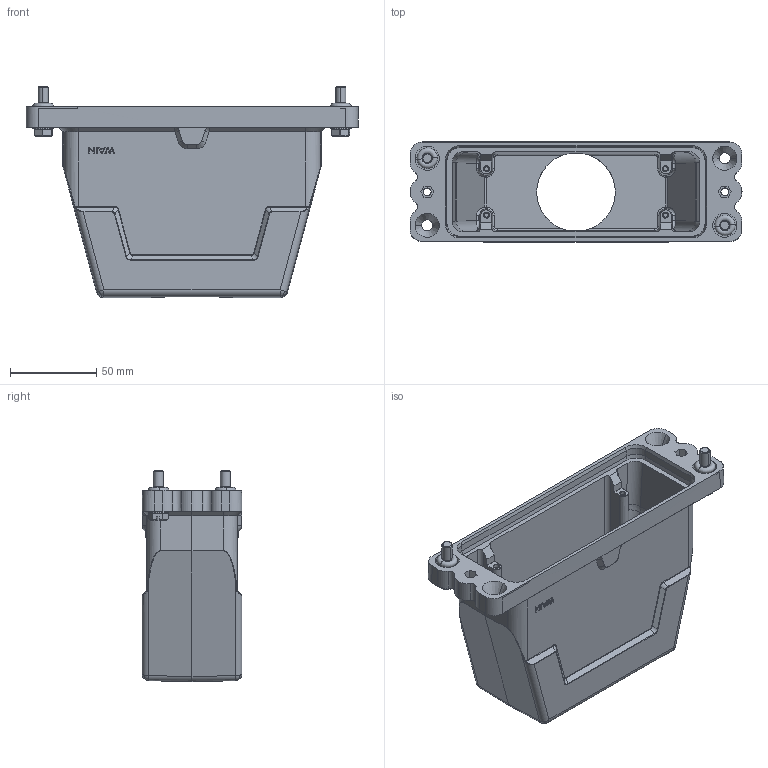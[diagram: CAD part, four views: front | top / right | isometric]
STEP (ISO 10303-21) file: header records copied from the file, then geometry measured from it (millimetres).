
FILE_DESCRIPTION(/* description */ (''),/* implementation_level */ '2;1');
FILE_NAME(/* name */ '3D_1136244305013_HP24B_H-TEH-4S-PG36_V1.1.stp',/* time_stamp */ '2024-03-19T18:19:42+08:00',/* author */ (''),/* organization */ (''),/* preprocessor_version */ 'ST-DEVELOPER v18.1',/* originating_system */ 'SIEMENS PLM Software NX 1980',/* authorisation */ '');
FILE_SCHEMA (('AUTOMOTIVE_DESIGN { 1 0 10303 214 3 1 1 1 }'));
Products named in the file (1): 13913AD4D2EEku9n
Bounding box: 193 x 58 x 122.7 mm (x, y, z)
Volume: 237991.1 mm3; surface area: 108536.7 mm2
Topology: 1 solids, 1023 shells, 1615 faces, 6055 edges, 5459 vertices
Faces by surface type: plane 1037, cylinder 339, cone 159, torus 36, bspline 28, sphere 16
Full cylindrical faces by diameter (mm): 3.5 x39
Entity records: 81876 total; most frequent: CARTESIAN_POINT 19870, DIRECTION 9776, ORIENTED_EDGE 7393, EDGE_CURVE 6016, VERTEX_POINT 5459, LINE 3996, VECTOR 3996, AXIS2_PLACEMENT_3D 2890
